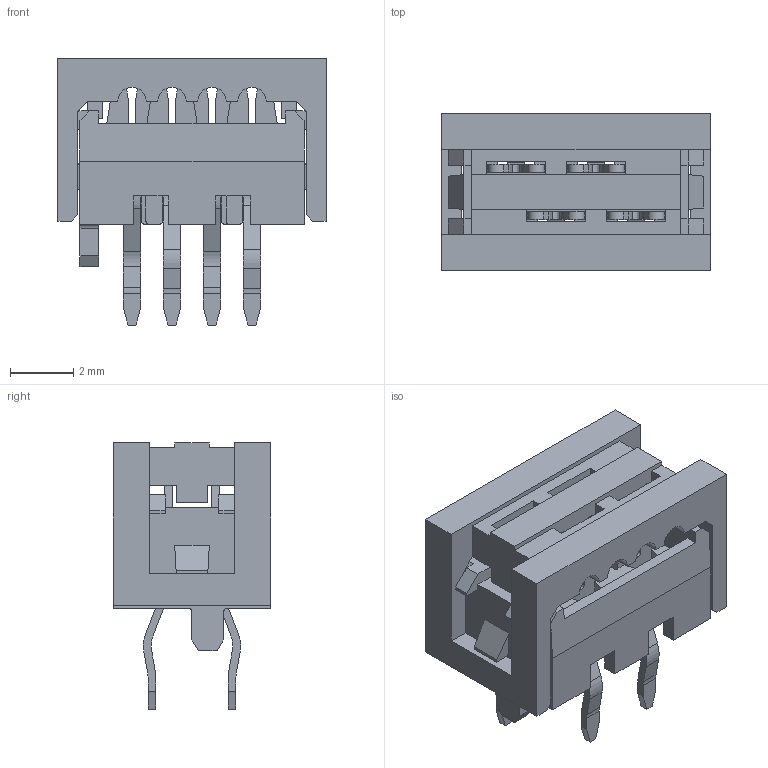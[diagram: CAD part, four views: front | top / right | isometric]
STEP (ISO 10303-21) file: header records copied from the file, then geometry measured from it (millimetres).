
FILE_DESCRIPTION(/* description */ ('Unknown'),/* implementation_level */ '2;1');
FILE_NAME(/* name */ 'J_Wurth_WR-MM_690207100472',/* time_stamp */ '2025-05-26T16:55:37+08:00',/* author */ ('Unknown'),/* organization */ ('Unknown'),/* preprocessor_version */ 'ST-DEVELOPER v19.4',/* originating_system */ 'Solid Edge',/* authorisation */ 'Unknown');
FILE_SCHEMA (('AUTOMOTIVE_DESIGN {1 0 10303 214 3 1 1}'));
Length unit declared in the file: millimetre
Products named in the file (2): J_Wurth_WR-MM_690207100472
Assembly tree (1 placements, depth 2):
  J_Wurth_WR-MM_690207100472
    J_Wurth_WR-MM_690207100472
Bounding box: 8.51 x 5 x 8.45 mm (x, y, z)
Volume: 131.3 mm3; surface area: 527.5 mm2
Topology: 6 solids, 6 shells, 394 faces, 1180 edges, 780 vertices
Faces by surface type: plane 302, cylinder 92
Entity records: 13263 total; most frequent: ORIENTED_EDGE 2360, CARTESIAN_POINT 2356, DIRECTION 2156, EDGE_CURVE 1180, LINE 996, VECTOR 996, VERTEX_POINT 780, AXIS2_PLACEMENT_3D 580
